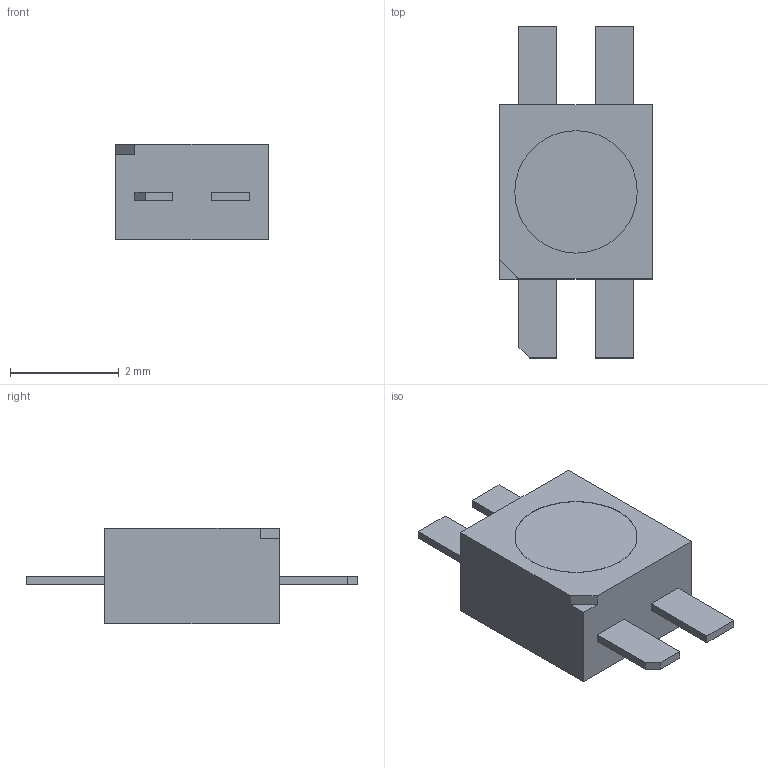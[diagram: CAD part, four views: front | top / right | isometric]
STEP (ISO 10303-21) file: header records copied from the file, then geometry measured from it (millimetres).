
FILE_DESCRIPTION(/* description */ ('STEP AP242','CAx-IF Rec.Pracs.---Representation and Presentation of Product Manufacturing Information (PMI)---4.0---2014-10-13','CAx-IF Rec.Pracs.---3D Tessellated Geometry---0.4---2014-09-14','2;1'),/* implementation_level */ '2;1');
FILE_NAME(/* name */ '61d14f23e4237f79d5c55607',/* time_stamp */ '2022-01-02T07:07:16+00:00',/* author */ (''),/* organization */ (''),/* preprocessor_version */ 'ST-DEVELOPER v18.101',/* originating_system */ ' ',/* authorisation */ ' ');
FILE_SCHEMA (('AP242_MANAGED_MODEL_BASED_3D_ENGINEERING_MIM_LF { 1 0 10303 442 1 1 4 }'));
Length unit declared in the file: metre
Products named in the file (6): Part 6; Part 5; Part 2; Part 1; Part 3; Part 4
Bounding box: 2.8 x 6.1 x 1.76 mm (x, y, z)
Volume: 16.3 mm3; surface area: 74.5 mm2
Topology: 6 solids, 6 shells, 37 faces, 75 edges, 50 vertices
Faces by surface type: plane 35, cylinder 2
Full cylindrical faces by diameter (mm): 2.25 x2
Entity records: 1098 total; most frequent: CARTESIAN_POINT 166, DIRECTION 163, ORIENTED_EDGE 146, EDGE_CURVE 73, LINE 69, VECTOR 69, VERTEX_POINT 50, AXIS2_PLACEMENT_3D 47
